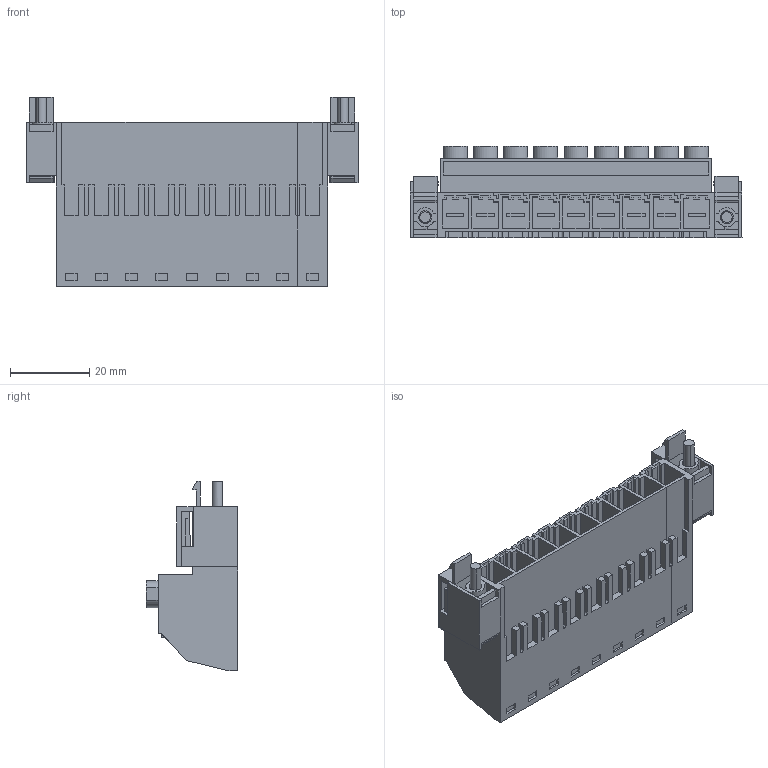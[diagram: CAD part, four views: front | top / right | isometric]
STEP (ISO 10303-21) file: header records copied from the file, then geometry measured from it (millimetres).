
FILE_DESCRIPTION(('CATIA V5 STEP Exchange','CAx-IF Rec.Pracs.--- Model Styling and Organization---1.4--- 2014-01-23'),'2;1');
FILE_NAME ('D1561373_0_1951070000_1951070000.stp','2023-02-01T14:25:50+00:00',('none'),('Weidmueller'),'CATIA Version 5-6 Release 2016 SP3 HF44','CATIA V5 STEP AP214','none');
FILE_SCHEMA(('AUTOMOTIVE_DESIGN { 1 0 10303 214 1 1 1 1 }'));
Length unit declared in the file: millimetre
Products named in the file (1): 1951070000
Bounding box: 83.82 x 23.1 x 47.75 mm (x, y, z)
Volume: 30913.5 mm3; surface area: 25194.5 mm2
Topology: 25 solids, 25 shells, 945 faces, 2575 edges, 1724 vertices
Faces by surface type: plane 864, cylinder 81
Entity records: 28082 total; most frequent: ORIENTED_EDGE 5150, CARTESIAN_POINT 4992, DIRECTION 3652, EDGE_CURVE 2575, VECTOR 2328, LINE 2328, VERTEX_POINT 1724, EDGE_LOOP 997
